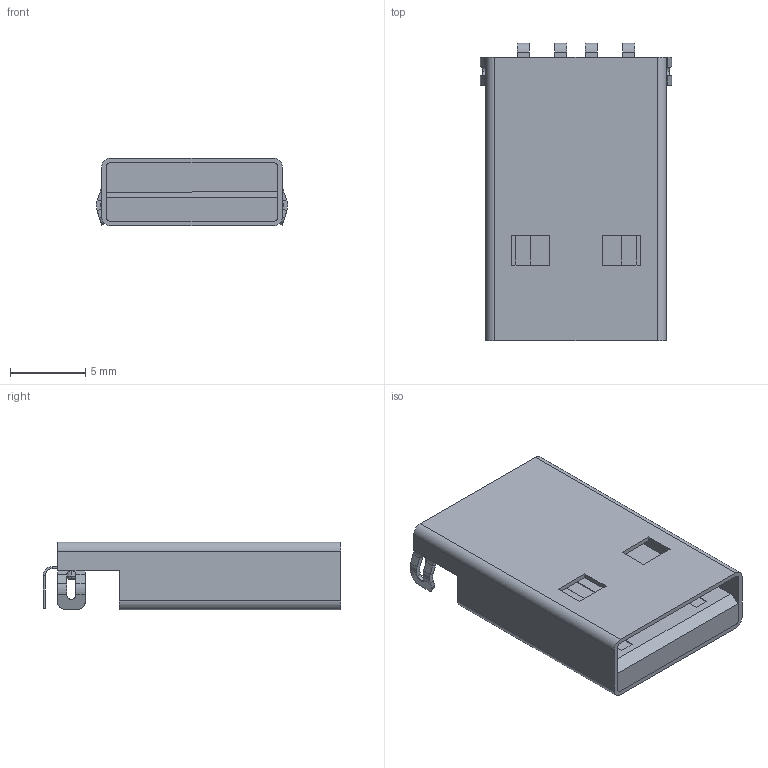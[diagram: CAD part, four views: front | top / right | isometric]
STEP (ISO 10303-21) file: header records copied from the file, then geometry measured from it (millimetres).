
FILE_DESCRIPTION (( 'STEP AP214' ), '1' );
FILE_NAME ('USB-A-TH_4P-L12.0-W18.8-H4.5-S1.8.step', '2022-07-15T08:14:42', ( '' ), ( '' ), 'SwSTEP 2.0', 'SolidWorks 2020', '' );
FILE_SCHEMA (( 'AUTOMOTIVE_DESIGN' ));
Length unit declared in the file: millimetre
Products named in the file (1): USB-A-TH_4P-L12.0-W18.8-H4.5-S1.8
Bounding box: 12.69 x 19.76 x 4.5 mm (x, y, z)
Volume: 610.6 mm3; surface area: 1736.7 mm2
Topology: 2 solids, 2 shells, 571 faces, 1480 edges, 936 vertices
Faces by surface type: plane 389, bspline 112, cylinder 66, torus 4
Entity records: 24666 total; most frequent: CARTESIAN_POINT 5180, ORIENTED_EDGE 2960, DIRECTION 2268, EDGE_CURVE 1480, LINE 1108, VECTOR 1108, VERTEX_POINT 936, EDGE_LOOP 608
